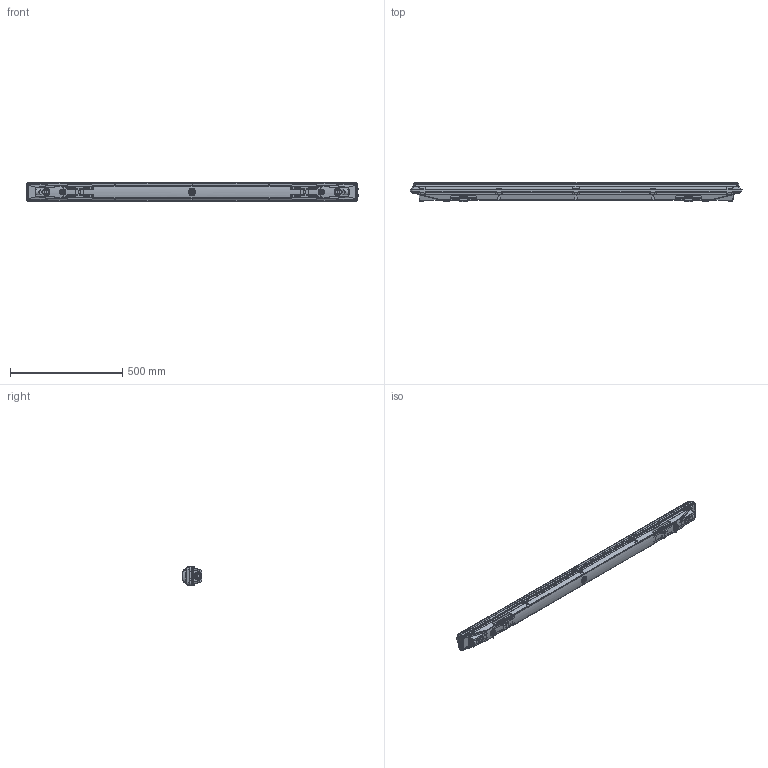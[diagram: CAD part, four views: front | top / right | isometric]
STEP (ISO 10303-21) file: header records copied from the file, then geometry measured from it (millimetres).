
FILE_DESCRIPTION((''),'2;1');
FILE_NAME('872_1500_ASM','2022-03-17T13:37:27',('konc_a'),(''),'CREO PARAMETRIC BY PTC INC, 2018400','CREO PARAMETRIC BY PTC INC, 2018400','');
FILE_SCHEMA(('CONFIG_CONTROL_DESIGN'));
Length unit declared in the file: millimetre
Products named in the file (6): LAMPATEST_58W_872_V5; BURA_58W_872_V3_MOD_1470; BEKAZAR_LEMEZ_872-A01-04-M_BUT; FUGGESZTOCLIPS-R_BUT; VEGDUGO_STANDARD; 872_1500_ASM
Assembly tree (15 placements, depth 2):
  872_1500_ASM
    LAMPATEST_58W_872_V5
    BURA_58W_872_V3_MOD_1470
    BEKAZAR_LEMEZ_872-A01-04-M_BUT  x10
    FUGGESZTOCLIPS-R_BUT  x2
    VEGDUGO_STANDARD
Bounding box: 1477 x 88.15 x 85.07 mm (x, y, z)
Volume: 636228.4 mm3; surface area: 978437.9 mm2
Topology: 16 solids, 16 shells, 5656 faces, 13918 edges, 8324 vertices
Faces by surface type: plane 2305, cylinder 2005, bspline 998, cone 174, sphere 96, torus 78
Entity records: 188803 total; most frequent: CARTESIAN_POINT 97015, ORIENTED_EDGE 20956, DIRECTION 16406, EDGE_CURVE 10478, VERTEX_POINT 6312, AXIS2_PLACEMENT_3D 5605, VECTOR 5196, LINE 5196
